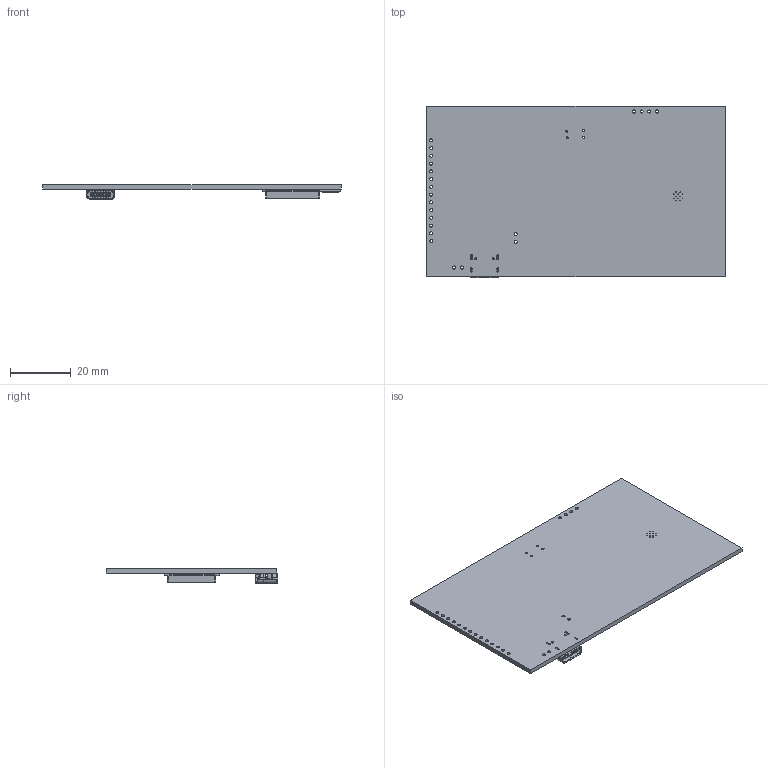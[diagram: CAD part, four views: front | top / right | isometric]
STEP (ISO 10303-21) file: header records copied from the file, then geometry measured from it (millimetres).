
FILE_DESCRIPTION(('KiCad electronic assembly'),'2;1');
FILE_NAME('thermal-pcb.step','2025-06-04T21:23:35',('Pcbnew'),('Kicad'), 'Open CASCADE STEP processor 7.8','KiCad to STEP converter','Unknown' );
FILE_SCHEMA(('AUTOMOTIVE_DESIGN { 1 0 10303 214 1 1 1 1 }'));
Length unit declared in the file: millimetre
Products named in the file (4): thermal-pcb 1; ESP32-S3-WROOM-1; USB_C_Receptacle_GCT_USB4105-xx-A_16P_TopMnt_Horizontal; thermal-pcb_PCB
Assembly tree (3 placements, depth 2):
  thermal-pcb 1
    ESP32-S3-WROOM-1
    USB_C_Receptacle_GCT_USB4105-xx-A_16P_TopMnt_Horizontal
    thermal-pcb_PCB
Bounding box: 98 x 56.3 x 4.91 mm (x, y, z)
Volume: 9380.7 mm3; surface area: 14081.4 mm2
Topology: 89 solids, 89 shells, 1983 faces, 4775 edges, 2966 vertices
Faces by surface type: plane 1694, cylinder 277, cone 8, sphere 4
Full cylindrical faces by diameter (mm): 0.2 x12, 0.5 x3, 0.65 x2, 0.7 x4, 1 x22
Entity records: 70554 total; most frequent: CARTESIAN_POINT 9828, ORIENTED_EDGE 9542, DIRECTION 9293, EDGE_CURVE 4771, LINE 4199, VECTOR 4199, VERTEX_POINT 2966, AXIS2_PLACEMENT_3D 2547
